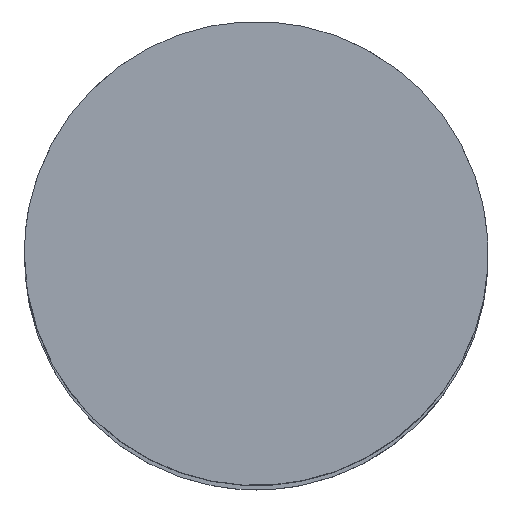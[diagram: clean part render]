
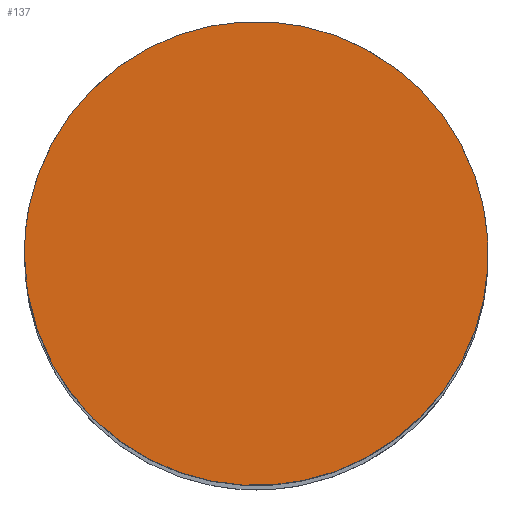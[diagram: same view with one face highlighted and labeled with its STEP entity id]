
A CAD part, top view. The second image highlights one B-rep face of the part: STEP entity #137.
In plain terms, the highlighted planar face has unit normal (0, 0, 1).
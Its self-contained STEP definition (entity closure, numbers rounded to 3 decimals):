
#137=ADVANCED_FACE('',(#209),#866,.T.);
#209=FACE_OUTER_BOUND('',#281,.T.);
#281=EDGE_LOOP('',(#395));
#395=ORIENTED_EDGE('',*,*,#648,.T.);
#648=EDGE_CURVE('',#783,#783,#994,.T.);
#783=VERTEX_POINT('',#1702);
#866=PLANE('',#1101);
#994=(
BOUNDED_CURVE()
B_SPLINE_CURVE(2,(#1705,#1706,#1707,#1708,#1709,#1710,#1711,#1712,#1713),
 .UNSPECIFIED.,.T.,.F.)
B_SPLINE_CURVE_WITH_KNOTS((3,2,2,2,3),(-17.082,-12.812,
-8.541,-4.271,0.),.UNSPECIFIED.)
CURVE()
GEOMETRIC_REPRESENTATION_ITEM()
RATIONAL_B_SPLINE_CURVE((1.,0.707,1.,0.707,1.,0.707,
1.,0.707,1.))
REPRESENTATION_ITEM('')
);
#1101=AXIS2_PLACEMENT_3D('',#1701,#1128,$);
#1128=DIRECTION('',(0.,0.,1.));
#1701=CARTESIAN_POINT('',(-70.437,-70.437,828.124));
#1702=CARTESIAN_POINT('',(-69.056,0.,828.124));
#1705=CARTESIAN_POINT('',(-69.056,0.,828.124));
#1706=CARTESIAN_POINT('',(-69.056,-69.056,828.124));
#1707=CARTESIAN_POINT('',(0.,-69.056,828.124));
#1708=CARTESIAN_POINT('',(69.056,-69.056,828.124));
#1709=CARTESIAN_POINT('',(69.056,0.,828.124));
#1710=CARTESIAN_POINT('',(69.056,69.056,828.124));
#1711=CARTESIAN_POINT('',(0.,69.056,828.124));
#1712=CARTESIAN_POINT('',(-69.056,69.056,828.124));
#1713=CARTESIAN_POINT('',(-69.056,0.,828.124));
